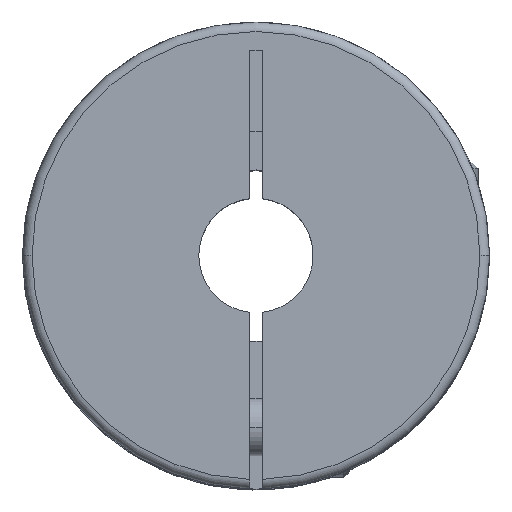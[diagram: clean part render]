
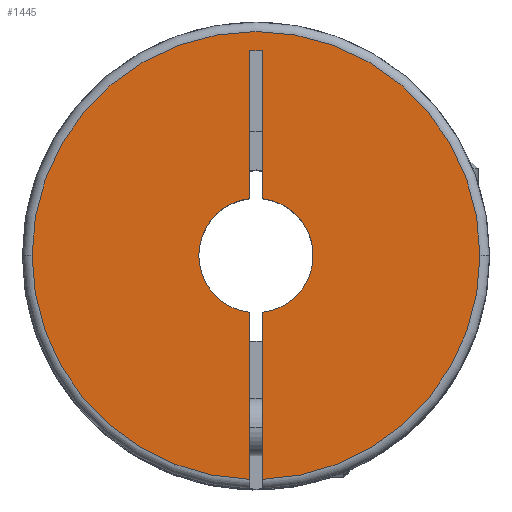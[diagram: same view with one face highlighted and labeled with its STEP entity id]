
A CAD part, top view. The second image highlights one B-rep face of the part: STEP entity #1445.
In plain terms, the highlighted planar face has unit normal (0, 0, 1).
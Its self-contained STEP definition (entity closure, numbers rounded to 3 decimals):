
#213 = ORIENTED_EDGE ( 'NONE', *, *, #2191, .F. ) ;
#244 = CIRCLE ( 'NONE', #3002, 23.5 ) ;
#259 = CARTESIAN_POINT ( 'NONE',  ( 0., 0., 0. ) ) ;
#260 = CIRCLE ( 'NONE', #2500, 6. ) ;
#307 = VERTEX_POINT ( 'NONE', #2637 ) ;
#315 = AXIS2_PLACEMENT_3D ( 'NONE', #259, #2627, #2077 ) ;
#371 = FACE_OUTER_BOUND ( 'NONE', #2632, .T. ) ;
#380 = CIRCLE ( 'NONE', #3068, 6. ) ;
#427 = VERTEX_POINT ( 'NONE', #886 ) ;
#599 = EDGE_CURVE ( 'NONE', #739, #1294, #3613, .T. ) ;
#739 = VERTEX_POINT ( 'NONE', #2219 ) ;
#792 = DIRECTION ( 'NONE',  ( -1., 0., 0. ) ) ;
#802 = CARTESIAN_POINT ( 'NONE',  ( 0., 0., 0. ) ) ;
#886 = CARTESIAN_POINT ( 'NONE',  ( 23.5, 0., 0. ) ) ;
#922 = ORIENTED_EDGE ( 'NONE', *, *, #2534, .F. ) ;
#954 = CIRCLE ( 'NONE', #315, 6. ) ;
#980 = CARTESIAN_POINT ( 'NONE',  ( -6., 0., 0. ) ) ;
#1027 = VERTEX_POINT ( 'NONE', #980 ) ;
#1160 = CARTESIAN_POINT ( 'NONE',  ( 0.65, 5.965, 0. ) ) ;
#1203 = EDGE_CURVE ( 'NONE', #427, #307, #3779, .T. ) ;
#1219 = AXIS2_PLACEMENT_3D ( 'NONE', #3522, #1947, #792 ) ;
#1228 = ORIENTED_EDGE ( 'NONE', *, *, #3553, .F. ) ;
#1257 = CARTESIAN_POINT ( 'NONE',  ( 0., 0., 0. ) ) ;
#1294 = VERTEX_POINT ( 'NONE', #3345 ) ;
#1360 = DIRECTION ( 'NONE',  ( 0., 1., 0. ) ) ;
#1368 = CARTESIAN_POINT ( 'NONE',  ( 0.65, -5.965, 0. ) ) ;
#1382 = CARTESIAN_POINT ( 'NONE',  ( 0.65, 21.5, 0. ) ) ;
#1399 = DIRECTION ( 'NONE',  ( 0., 0., -1. ) ) ;
#1404 = VECTOR ( 'NONE', #3417, 1000. ) ;
#1445 = ADVANCED_FACE ( 'NONE', ( #371 ), #2757, .F. ) ;
#1478 = EDGE_CURVE ( 'NONE', #3187, #3606, #2421, .T. ) ;
#1615 = VECTOR ( 'NONE', #3448, 1000. ) ;
#1625 = VERTEX_POINT ( 'NONE', #1368 ) ;
#1670 = CARTESIAN_POINT ( 'NONE',  ( -0.65, -5.965, 0. ) ) ;
#1677 = VERTEX_POINT ( 'NONE', #1670 ) ;
#1682 = ORIENTED_EDGE ( 'NONE', *, *, #2843, .F. ) ;
#1936 = CARTESIAN_POINT ( 'NONE',  ( 0.65, -24.5, 0. ) ) ;
#1947 = DIRECTION ( 'NONE',  ( 0., 0., -1. ) ) ;
#1993 = ORIENTED_EDGE ( 'NONE', *, *, #2187, .T. ) ;
#2017 = CARTESIAN_POINT ( 'NONE',  ( -0.65, 21.5, 0. ) ) ;
#2073 = ORIENTED_EDGE ( 'NONE', *, *, #2153, .T. ) ;
#2076 = VERTEX_POINT ( 'NONE', #1382 ) ;
#2077 = DIRECTION ( 'NONE',  ( -1., 0., 0. ) ) ;
#2153 = EDGE_CURVE ( 'NONE', #3387, #1625, #954, .T. ) ;
#2171 = VECTOR ( 'NONE', #1360, 1000. ) ;
#2187 = EDGE_CURVE ( 'NONE', #1027, #1294, #380, .T. ) ;
#2188 = VECTOR ( 'NONE', #2874, 1000. ) ;
#2191 = EDGE_CURVE ( 'NONE', #3606, #427, #244, .T. ) ;
#2219 = CARTESIAN_POINT ( 'NONE',  ( -0.65, 21.5, 0. ) ) ;
#2256 = CARTESIAN_POINT ( 'NONE',  ( 0.65, -24.5, 0. ) ) ;
#2273 = ORIENTED_EDGE ( 'NONE', *, *, #1203, .F. ) ;
#2285 = LINE ( 'NONE', #2592, #2188 ) ;
#2321 = ORIENTED_EDGE ( 'NONE', *, *, #1478, .F. ) ;
#2338 = DIRECTION ( 'NONE',  ( -1., 0., 0. ) ) ;
#2350 = AXIS2_PLACEMENT_3D ( 'NONE', #1257, #3747, #3057 ) ;
#2384 = DIRECTION ( 'NONE',  ( 0., -1., 0. ) ) ;
#2421 = CIRCLE ( 'NONE', #2350, 23.5 ) ;
#2485 = CARTESIAN_POINT ( 'NONE',  ( -0.65, -23.491, 0. ) ) ;
#2500 = AXIS2_PLACEMENT_3D ( 'NONE', #3839, #2538, #2615 ) ;
#2534 = EDGE_CURVE ( 'NONE', #3387, #2076, #3795, .T. ) ;
#2538 = DIRECTION ( 'NONE',  ( 0., 0., -1. ) ) ;
#2545 = LINE ( 'NONE', #3695, #1404 ) ;
#2592 = CARTESIAN_POINT ( 'NONE',  ( -0.65, 21.5, 0. ) ) ;
#2615 = DIRECTION ( 'NONE',  ( -1., 0., 0. ) ) ;
#2627 = DIRECTION ( 'NONE',  ( 0., 0., -1. ) ) ;
#2632 = EDGE_LOOP ( 'NONE', ( #2321, #2867, #2700, #1993, #3236, #1682, #922, #2073, #1228, #2273, #213 ) ) ;
#2637 = CARTESIAN_POINT ( 'NONE',  ( 0.65, -23.491, 0. ) ) ;
#2647 = DIRECTION ( 'NONE',  ( 0., 0., -1. ) ) ;
#2700 = ORIENTED_EDGE ( 'NONE', *, *, #3621, .T. ) ;
#2708 = CARTESIAN_POINT ( 'NONE',  ( 0., 0., 0. ) ) ;
#2757 = PLANE ( 'NONE',  #3652 ) ;
#2843 = EDGE_CURVE ( 'NONE', #2076, #739, #2545, .T. ) ;
#2845 = CARTESIAN_POINT ( 'NONE',  ( -23.5, 0., 0. ) ) ;
#2867 = ORIENTED_EDGE ( 'NONE', *, *, #3959, .F. ) ;
#2874 = DIRECTION ( 'NONE',  ( 0., -1., 0. ) ) ;
#2921 = LINE ( 'NONE', #2256, #1615 ) ;
#3002 = AXIS2_PLACEMENT_3D ( 'NONE', #802, #2647, #2338 ) ;
#3057 = DIRECTION ( 'NONE',  ( -1., 0., 0. ) ) ;
#3068 = AXIS2_PLACEMENT_3D ( 'NONE', #2708, #1399, #3307 ) ;
#3138 = DIRECTION ( 'NONE',  ( 0., 0., -1. ) ) ;
#3187 = VERTEX_POINT ( 'NONE', #2485 ) ;
#3236 = ORIENTED_EDGE ( 'NONE', *, *, #599, .F. ) ;
#3274 = VECTOR ( 'NONE', #2384, 1000. ) ;
#3307 = DIRECTION ( 'NONE',  ( -1., 0., 0. ) ) ;
#3345 = CARTESIAN_POINT ( 'NONE',  ( -0.65, 5.965, 0. ) ) ;
#3387 = VERTEX_POINT ( 'NONE', #1160 ) ;
#3417 = DIRECTION ( 'NONE',  ( -1., 0., 0. ) ) ;
#3448 = DIRECTION ( 'NONE',  ( 0., 1., 0. ) ) ;
#3522 = CARTESIAN_POINT ( 'NONE',  ( 0., 0., 0. ) ) ;
#3553 = EDGE_CURVE ( 'NONE', #307, #1625, #2921, .T. ) ;
#3606 = VERTEX_POINT ( 'NONE', #2845 ) ;
#3613 = LINE ( 'NONE', #2017, #3274 ) ;
#3621 = EDGE_CURVE ( 'NONE', #1677, #1027, #260, .T. ) ;
#3652 = AXIS2_PLACEMENT_3D ( 'NONE', #3683, #3138, #3963 ) ;
#3683 = CARTESIAN_POINT ( 'NONE',  ( 0., 0., 0. ) ) ;
#3695 = CARTESIAN_POINT ( 'NONE',  ( 0.65, 21.5, 0. ) ) ;
#3747 = DIRECTION ( 'NONE',  ( 0., 0., -1. ) ) ;
#3779 = CIRCLE ( 'NONE', #1219, 23.5 ) ;
#3795 = LINE ( 'NONE', #1936, #2171 ) ;
#3839 = CARTESIAN_POINT ( 'NONE',  ( 0., 0., 0. ) ) ;
#3959 = EDGE_CURVE ( 'NONE', #1677, #3187, #2285, .T. ) ;
#3963 = DIRECTION ( 'NONE',  ( 0., -1., 0. ) ) ;
